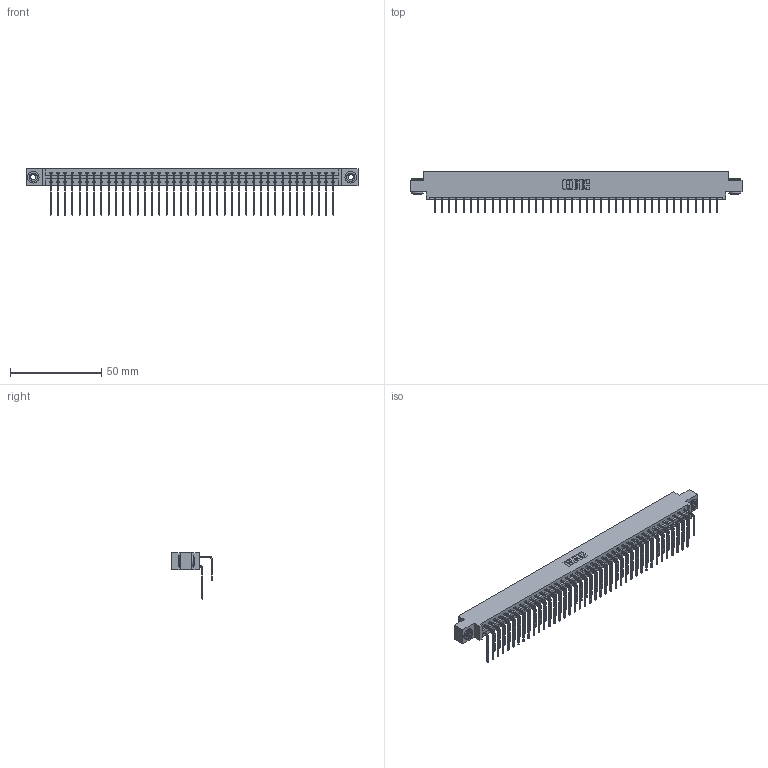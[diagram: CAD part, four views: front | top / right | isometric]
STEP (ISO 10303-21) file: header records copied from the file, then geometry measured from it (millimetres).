
FILE_DESCRIPTION (( 'STEP AP203' ), '1' );
FILE_NAME ('337-080-558-803.STEP', '2018-08-12T18:55:37', ( '' ), ( '' ), 'SwSTEP 2.0', 'SolidWorks 2016', '' );
FILE_SCHEMA (( 'CONFIG_CONTROL_DESIGN' ));
Length unit declared in the file: inch
Products named in the file (5): 337 Part_0.170 Offset - 0.156 Dia-TH; 345-292-001_558 559 Tail - 1; 345-292-001_558 Tail - 2; 345-250-002_345-250-002-102; 337-080-558-803
Assembly tree (83 placements, depth 2):
  337-080-558-803
    337 Part_0.170 Offset - 0.156 Dia-TH
    345-292-001_558 559 Tail - 1  x40
    345-292-001_558 Tail - 2  x40
    345-250-002_345-250-002-102  x2
Bounding box: 181.51 x 22.17 x 25.53 mm (x, y, z)
Volume: 19465.6 mm3; surface area: 24635.9 mm2
Topology: 83 solids, 83 shells, 4636 faces, 13759 edges, 9062 vertices
Faces by surface type: plane 3284, cylinder 1344, cone 8
Entity records: 33838 total; most frequent: CARTESIAN_POINT 5724, ORIENTED_EDGE 5602, DIRECTION 4887, EDGE_CURVE 2801, LINE 2609, VECTOR 2609, VERTEX_POINT 1862, AXIS2_PLACEMENT_3D 1139
